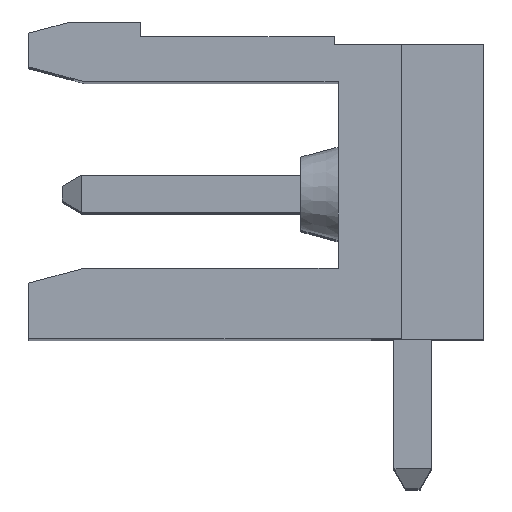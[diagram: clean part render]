
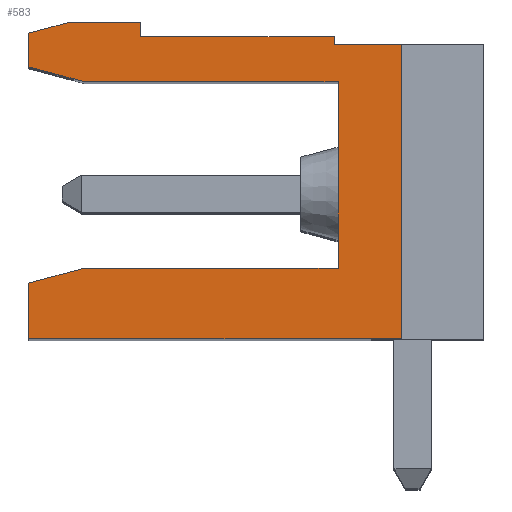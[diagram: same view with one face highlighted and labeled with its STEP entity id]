
A CAD part, top view. The second image highlights one B-rep face of the part: STEP entity #583.
In plain terms, the highlighted planar face has unit normal (0, 0, 1).
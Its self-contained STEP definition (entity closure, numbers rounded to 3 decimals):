
#583 = ADVANCED_FACE( '', ( #1387 ), #1388, .T. );
#1387 = FACE_OUTER_BOUND( '', #2429, .T. );
#1388 = PLANE( '', #2430 );
#2429 = EDGE_LOOP( '', ( #4081, #4082, #4083, #4084, #4085, #4086, #4087, #4088, #4089, #4090, #4091, #4092, #4093, #4094, #4095 ) );
#2430 = AXIS2_PLACEMENT_3D( '', #4096, #4097, #4098 );
#4081 = ORIENTED_EDGE( '', *, *, #6747, .F. );
#4082 = ORIENTED_EDGE( '', *, *, #6748, .F. );
#4083 = ORIENTED_EDGE( '', *, *, #6749, .F. );
#4084 = ORIENTED_EDGE( '', *, *, #6750, .F. );
#4085 = ORIENTED_EDGE( '', *, *, #6751, .F. );
#4086 = ORIENTED_EDGE( '', *, *, #6752, .T. );
#4087 = ORIENTED_EDGE( '', *, *, #6753, .F. );
#4088 = ORIENTED_EDGE( '', *, *, #6264, .F. );
#4089 = ORIENTED_EDGE( '', *, *, #6754, .F. );
#4090 = ORIENTED_EDGE( '', *, *, #6443, .F. );
#4091 = ORIENTED_EDGE( '', *, *, #6755, .F. );
#4092 = ORIENTED_EDGE( '', *, *, #6756, .T. );
#4093 = ORIENTED_EDGE( '', *, *, #6757, .T. );
#4094 = ORIENTED_EDGE( '', *, *, #6758, .T. );
#4095 = ORIENTED_EDGE( '', *, *, #6759, .T. );
#4096 = CARTESIAN_POINT( '', ( 194.225, 203.51, 66.04 ) );
#4097 = DIRECTION( '', ( 0., 0., 1. ) );
#4098 = DIRECTION( '', ( 1., 0., 0. ) );
#6264 = EDGE_CURVE( '', #7518, #7521, #7522, .T. );
#6443 = EDGE_CURVE( '', #7828, #7830, #7831, .T. );
#6747 = EDGE_CURVE( '', #8318, #8319, #8320, .T. );
#6748 = EDGE_CURVE( '', #8321, #8318, #8322, .T. );
#6749 = EDGE_CURVE( '', #8323, #8321, #8324, .T. );
#6750 = EDGE_CURVE( '', #8325, #8323, #8326, .T. );
#6751 = EDGE_CURVE( '', #8327, #8325, #8328, .T. );
#6752 = EDGE_CURVE( '', #8327, #8329, #8330, .T. );
#6753 = EDGE_CURVE( '', #7521, #8329, #8331, .T. );
#6754 = EDGE_CURVE( '', #7830, #7518, #8332, .T. );
#6755 = EDGE_CURVE( '', #8333, #7828, #8334, .T. );
#6756 = EDGE_CURVE( '', #8333, #8335, #8336, .T. );
#6757 = EDGE_CURVE( '', #8335, #8337, #8338, .T. );
#6758 = EDGE_CURVE( '', #8337, #8339, #8340, .T. );
#6759 = EDGE_CURVE( '', #8339, #8319, #8341, .T. );
#7518 = VERTEX_POINT( '', #9327 );
#7521 = VERTEX_POINT( '', #9331 );
#7522 = LINE( '', #9332, #9333 );
#7828 = VERTEX_POINT( '', #9778 );
#7830 = VERTEX_POINT( '', #9781 );
#7831 = LINE( '', #9782, #9783 );
#8318 = VERTEX_POINT( '', #10505 );
#8319 = VERTEX_POINT( '', #10506 );
#8320 = LINE( '', #10507, #10508 );
#8321 = VERTEX_POINT( '', #10509 );
#8322 = LINE( '', #10510, #10511 );
#8323 = VERTEX_POINT( '', #10512 );
#8324 = LINE( '', #10513, #10514 );
#8325 = VERTEX_POINT( '', #10515 );
#8326 = LINE( '', #10516, #10517 );
#8327 = VERTEX_POINT( '', #10518 );
#8328 = LINE( '', #10519, #10520 );
#8329 = VERTEX_POINT( '', #10521 );
#8330 = LINE( '', #10522, #10523 );
#8331 = LINE( '', #10524, #10525 );
#8332 = LINE( '', #10526, #10527 );
#8333 = VERTEX_POINT( '', #10528 );
#8334 = LINE( '', #10529, #10530 );
#8335 = VERTEX_POINT( '', #10531 );
#8336 = LINE( '', #10532, #10533 );
#8337 = VERTEX_POINT( '', #10534 );
#8338 = LINE( '', #10535, #10536 );
#8339 = VERTEX_POINT( '', #10537 );
#8340 = LINE( '', #10538, #10539 );
#8341 = LINE( '', #10540, #10541 );
#9327 = CARTESIAN_POINT( '', ( 204.225, 204.11, 66.04 ) );
#9331 = CARTESIAN_POINT( '', ( 204.225, 196.21, 66.04 ) );
#9332 = CARTESIAN_POINT( '', ( 204.225, 204.11, 66.04 ) );
#9333 = VECTOR( '', #11833, 1000. );
#9778 = CARTESIAN_POINT( '', ( 202.425, 204.31, 66.04 ) );
#9781 = CARTESIAN_POINT( '', ( 202.425, 204.11, 66.04 ) );
#9782 = CARTESIAN_POINT( '', ( 202.425, 204.11, 66.04 ) );
#9783 = VECTOR( '', #11986, 1000. );
#10505 = CARTESIAN_POINT( '', ( 195.718, 203.11, 66.04 ) );
#10506 = CARTESIAN_POINT( '', ( 194.225, 203.51, 66.04 ) );
#10507 = CARTESIAN_POINT( '', ( 195.718, 203.11, 66.04 ) );
#10508 = VECTOR( '', #12243, 1000. );
#10509 = CARTESIAN_POINT( '', ( 202.525, 203.11, 66.04 ) );
#10510 = CARTESIAN_POINT( '', ( 202.525, 203.11, 66.04 ) );
#10511 = VECTOR( '', #12244, 1000. );
#10512 = CARTESIAN_POINT( '', ( 202.525, 198.11, 66.04 ) );
#10513 = CARTESIAN_POINT( '', ( 202.525, 198.11, 66.04 ) );
#10514 = VECTOR( '', #12245, 1000. );
#10515 = CARTESIAN_POINT( '', ( 195.725, 198.11, 66.04 ) );
#10516 = CARTESIAN_POINT( '', ( 195.725, 198.11, 66.04 ) );
#10517 = VECTOR( '', #12246, 1000. );
#10518 = CARTESIAN_POINT( '', ( 194.225, 197.708, 66.04 ) );
#10519 = CARTESIAN_POINT( '', ( 194.225, 197.708, 66.04 ) );
#10520 = VECTOR( '', #12247, 1000. );
#10521 = CARTESIAN_POINT( '', ( 194.225, 196.21, 66.04 ) );
#10522 = CARTESIAN_POINT( '', ( 194.225, 204.31, 66.04 ) );
#10523 = VECTOR( '', #12248, 1000. );
#10524 = CARTESIAN_POINT( '', ( 194.225, 196.21, 66.04 ) );
#10525 = VECTOR( '', #12249, 1000. );
#10526 = CARTESIAN_POINT( '', ( 206.425, 204.11, 66.04 ) );
#10527 = VECTOR( '', #12250, 1000. );
#10528 = CARTESIAN_POINT( '', ( 197.225, 204.31, 66.04 ) );
#10529 = CARTESIAN_POINT( '', ( 202.425, 204.31, 66.04 ) );
#10530 = VECTOR( '', #12251, 1000. );
#10531 = CARTESIAN_POINT( '', ( 197.225, 204.71, 66.04 ) );
#10532 = CARTESIAN_POINT( '', ( 197.225, 204.81, 66.04 ) );
#10533 = VECTOR( '', #12252, 1000. );
#10534 = CARTESIAN_POINT( '', ( 195.345, 204.71, 66.04 ) );
#10535 = CARTESIAN_POINT( '', ( 195.718, 204.71, 66.04 ) );
#10536 = VECTOR( '', #12253, 1000. );
#10537 = CARTESIAN_POINT( '', ( 194.225, 204.41, 66.04 ) );
#10538 = CARTESIAN_POINT( '', ( 194.225, 204.41, 66.04 ) );
#10539 = VECTOR( '', #12254, 1000. );
#10540 = CARTESIAN_POINT( '', ( 194.225, 204.31, 66.04 ) );
#10541 = VECTOR( '', #12255, 1000. );
#11833 = DIRECTION( '', ( 0., -1., 0. ) );
#11986 = DIRECTION( '', ( 0., -1., 0. ) );
#12243 = DIRECTION( '', ( -0.966, 0.259, 0. ) );
#12244 = DIRECTION( '', ( -1., 0., 0. ) );
#12245 = DIRECTION( '', ( 0., 1., 0. ) );
#12246 = DIRECTION( '', ( 1., 0., 0. ) );
#12247 = DIRECTION( '', ( 0.966, 0.259, 0. ) );
#12248 = DIRECTION( '', ( 0., -1., 0. ) );
#12249 = DIRECTION( '', ( -1., 0., 0. ) );
#12250 = DIRECTION( '', ( 1., 0., 0. ) );
#12251 = DIRECTION( '', ( 1., 0., 0. ) );
#12252 = DIRECTION( '', ( 0., 1., 0. ) );
#12253 = DIRECTION( '', ( -1., 0., 0. ) );
#12254 = DIRECTION( '', ( -0.966, -0.259, 0. ) );
#12255 = DIRECTION( '', ( 0., -1., 0. ) );
